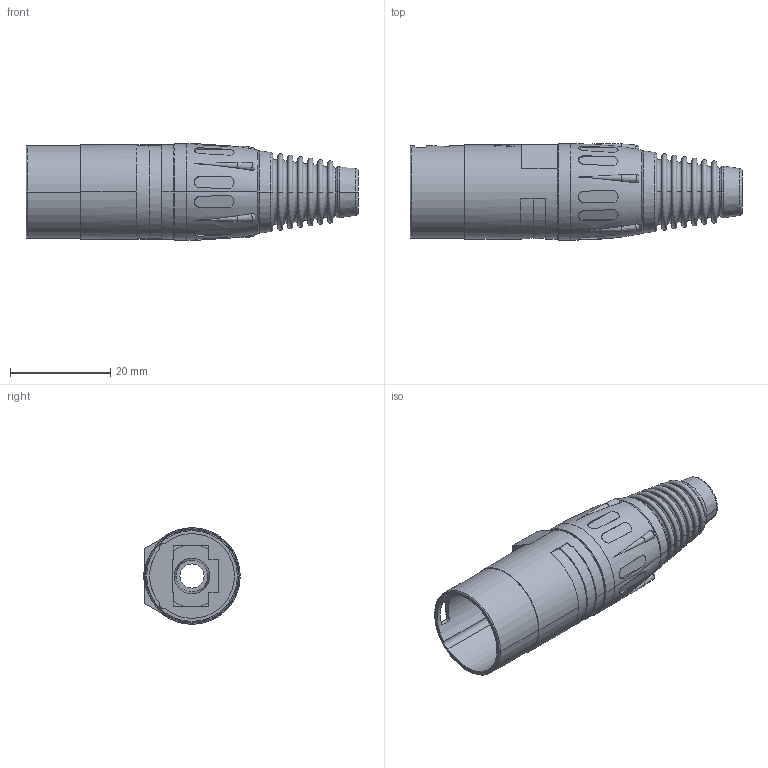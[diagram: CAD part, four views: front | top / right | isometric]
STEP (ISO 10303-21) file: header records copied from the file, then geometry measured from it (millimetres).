
FILE_DESCRIPTION((''),'2;1');
FILE_NAME('SHUIJINGTOU_ASM','2025-09-15T15:20:42',('gongchengVV'),(''),'CREO PARAMETRIC BY PTC INC, 2020033','CREO PARAMETRIC BY PTC INC, 2020033','');
FILE_SCHEMA(('CONFIG_CONTROL_DESIGN'));
Length unit declared in the file: millimetre
Products named in the file (1): SHUIJINGTOU_ASM
Bounding box: 66.2 x 19.22 x 19.22 mm (x, y, z)
Volume: 8415.8 mm3; surface area: 10798.9 mm2
Topology: 1 solids, 3 shells, 593 faces, 1640 edges, 1072 vertices
Faces by surface type: plane 353, cylinder 102, bspline 82, torus 39, cone 12, extrusion 3, revolution 2
Entity records: 30289 total; most frequent: CARTESIAN_POINT 16031, ORIENTED_EDGE 3270, DIRECTION 2463, EDGE_CURVE 1635, VERTEX_POINT 1072, AXIS2_PLACEMENT_3D 826, VECTOR 809, LINE 806
